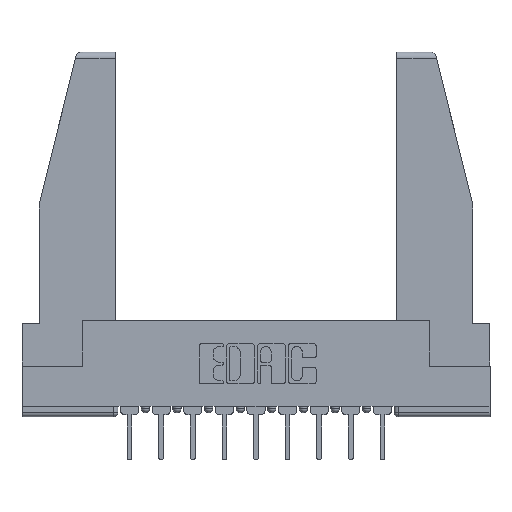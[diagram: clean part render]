
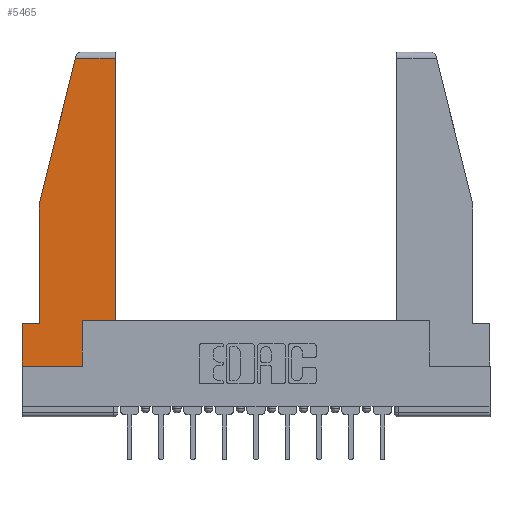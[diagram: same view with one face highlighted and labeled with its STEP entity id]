
A CAD part, top view. The second image highlights one B-rep face of the part: STEP entity #5465.
In plain terms, the highlighted planar face has unit normal (0, 0, 1).
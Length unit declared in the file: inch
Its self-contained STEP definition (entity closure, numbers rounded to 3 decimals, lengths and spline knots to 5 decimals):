
#248 = CARTESIAN_POINT ( 'NONE',  ( 0., 0.21, 0. ) ) ;
#350 = CARTESIAN_POINT ( 'NONE',  ( 0.2636, 1.52, 0. ) ) ;
#411 = VECTOR ( 'NONE', #4309, 39.37008 ) ;
#814 = ORIENTED_EDGE ( 'NONE', *, *, #11845, .T. ) ;
#817 = VECTOR ( 'NONE', #12528, 39.37008 ) ;
#1189 = AXIS2_PLACEMENT_3D ( 'NONE', #7553, #12960, #11879 ) ;
#1611 = EDGE_CURVE ( 'NONE', #12366, #5480, #13959, .T. ) ;
#1718 = ORIENTED_EDGE ( 'NONE', *, *, #13237, .T. ) ;
#1729 = VERTEX_POINT ( 'NONE', #3379 ) ;
#2201 = VECTOR ( 'NONE', #12334, 39.37008 ) ;
#2684 = VERTEX_POINT ( 'NONE', #248 ) ;
#2801 = LINE ( 'NONE', #3730, #3319 ) ;
#3172 = ORIENTED_EDGE ( 'NONE', *, *, #1611, .T. ) ;
#3248 = ORIENTED_EDGE ( 'NONE', *, *, #4453, .T. ) ;
#3319 = VECTOR ( 'NONE', #5965, 39.37008 ) ;
#3370 = CARTESIAN_POINT ( 'NONE',  ( 0.297, 0.223, 0. ) ) ;
#3379 = CARTESIAN_POINT ( 'NONE',  ( 0., 0., 0. ) ) ;
#3486 = CARTESIAN_POINT ( 'NONE',  ( 0.461, 1.52, 0. ) ) ;
#3730 = CARTESIAN_POINT ( 'NONE',  ( 0., 1.52, 0. ) ) ;
#3902 = VERTEX_POINT ( 'NONE', #3486 ) ;
#4185 = FACE_OUTER_BOUND ( 'NONE', #12827, .T. ) ;
#4309 = DIRECTION ( 'NONE',  ( -0.239, -0.971, 0. ) ) ;
#4453 = EDGE_CURVE ( 'NONE', #5993, #7088, #8142, .T. ) ;
#5458 = CARTESIAN_POINT ( 'NONE',  ( 0.086, 0.8, 0. ) ) ;
#5465 = ADVANCED_FACE ( 'NONE', ( #4185 ), #8559, .T. ) ;
#5480 = VERTEX_POINT ( 'NONE', #5458 ) ;
#5531 = CARTESIAN_POINT ( 'NONE',  ( 0.086, 0.8, 0. ) ) ;
#5547 = EDGE_CURVE ( 'NONE', #5480, #12984, #9906, .T. ) ;
#5864 = CARTESIAN_POINT ( 'NONE',  ( 0., 0.21, 0. ) ) ;
#5920 = DIRECTION ( 'NONE',  ( 1., 0., 0. ) ) ;
#5963 = VECTOR ( 'NONE', #8772, 39.37008 ) ;
#5965 = DIRECTION ( 'NONE',  ( -1., 0., 0. ) ) ;
#5992 = LINE ( 'NONE', #11605, #14104 ) ;
#5993 = VERTEX_POINT ( 'NONE', #3370 ) ;
#6343 = CARTESIAN_POINT ( 'NONE',  ( 0.271, 1.55, 0. ) ) ;
#6671 = VECTOR ( 'NONE', #5920, 39.37008 ) ;
#6757 = ORIENTED_EDGE ( 'NONE', *, *, #8946, .T. ) ;
#6846 = ORIENTED_EDGE ( 'NONE', *, *, #5547, .T. ) ;
#7088 = VERTEX_POINT ( 'NONE', #8541 ) ;
#7553 = CARTESIAN_POINT ( 'NONE',  ( 0., 0., 0. ) ) ;
#7870 = LINE ( 'NONE', #5864, #2201 ) ;
#8142 = LINE ( 'NONE', #9063, #6671 ) ;
#8381 = EDGE_CURVE ( 'NONE', #7088, #3902, #13829, .T. ) ;
#8541 = CARTESIAN_POINT ( 'NONE',  ( 0.461, 0.223, 0. ) ) ;
#8559 = PLANE ( 'NONE',  #1189 ) ;
#8767 = ORIENTED_EDGE ( 'NONE', *, *, #10204, .T. ) ;
#8772 = DIRECTION ( 'NONE',  ( 0., 1., 0. ) ) ;
#8846 = LINE ( 'NONE', #11013, #5963 ) ;
#8946 = EDGE_CURVE ( 'NONE', #13266, #5993, #8846, .T. ) ;
#9063 = CARTESIAN_POINT ( 'NONE',  ( 0.297, 0.223, 0. ) ) ;
#9092 = ORIENTED_EDGE ( 'NONE', *, *, #8381, .T. ) ;
#9196 = CARTESIAN_POINT ( 'NONE',  ( 0., 0.21, 0. ) ) ;
#9431 = CARTESIAN_POINT ( 'NONE',  ( 0.461, 0.223, 0. ) ) ;
#9906 = LINE ( 'NONE', #5531, #11298 ) ;
#10204 = EDGE_CURVE ( 'NONE', #1729, #13266, #5992, .T. ) ;
#10359 = DIRECTION ( 'NONE',  ( 1., 0., 0. ) ) ;
#10717 = DIRECTION ( 'NONE',  ( 0., 1., 0. ) ) ;
#10859 = ORIENTED_EDGE ( 'NONE', *, *, #12428, .T. ) ;
#11013 = CARTESIAN_POINT ( 'NONE',  ( 0.297, 0., 0. ) ) ;
#11298 = VECTOR ( 'NONE', #14224, 39.37008 ) ;
#11605 = CARTESIAN_POINT ( 'NONE',  ( 0., 0., 0. ) ) ;
#11845 = EDGE_CURVE ( 'NONE', #12984, #2684, #12741, .T. ) ;
#11879 = DIRECTION ( 'NONE',  ( 1., 0., 0. ) ) ;
#12008 = VECTOR ( 'NONE', #10717, 39.37008 ) ;
#12334 = DIRECTION ( 'NONE',  ( 0., -1., 0. ) ) ;
#12366 = VERTEX_POINT ( 'NONE', #350 ) ;
#12428 = EDGE_CURVE ( 'NONE', #3902, #12366, #2801, .T. ) ;
#12478 = CARTESIAN_POINT ( 'NONE',  ( 0.297, 0., 0. ) ) ;
#12528 = DIRECTION ( 'NONE',  ( -1., 0., 0. ) ) ;
#12633 = CARTESIAN_POINT ( 'NONE',  ( 0.086, 0.21, 0. ) ) ;
#12741 = LINE ( 'NONE', #9196, #817 ) ;
#12827 = EDGE_LOOP ( 'NONE', ( #9092, #10859, #3172, #6846, #814, #1718, #8767, #6757, #3248 ) ) ;
#12960 = DIRECTION ( 'NONE',  ( 0., 0., 1. ) ) ;
#12984 = VERTEX_POINT ( 'NONE', #12633 ) ;
#13237 = EDGE_CURVE ( 'NONE', #2684, #1729, #7870, .T. ) ;
#13266 = VERTEX_POINT ( 'NONE', #12478 ) ;
#13829 = LINE ( 'NONE', #9431, #12008 ) ;
#13959 = LINE ( 'NONE', #6343, #411 ) ;
#14104 = VECTOR ( 'NONE', #10359, 39.37008 ) ;
#14224 = DIRECTION ( 'NONE',  ( 0., -1., 0. ) ) ;
